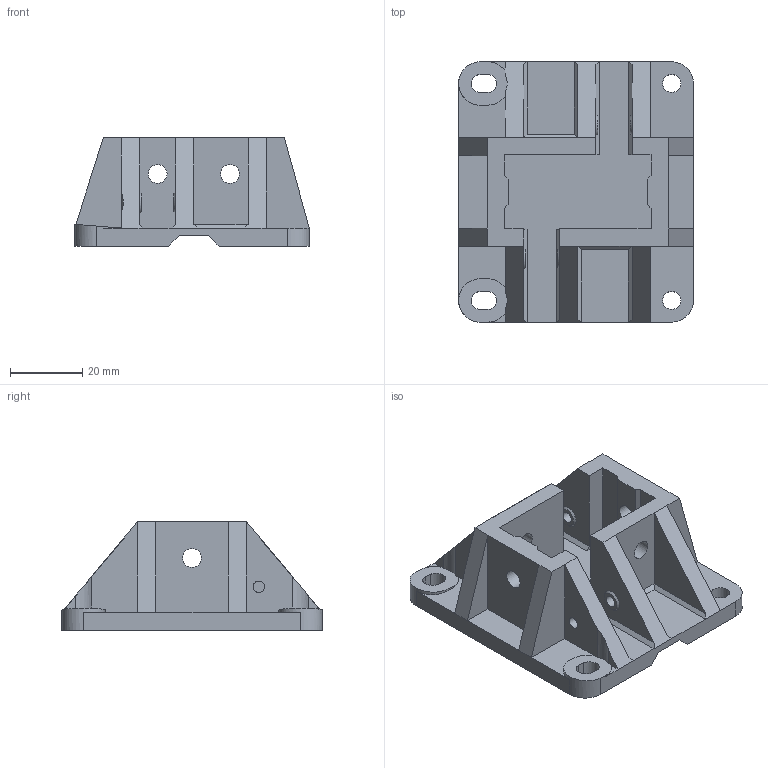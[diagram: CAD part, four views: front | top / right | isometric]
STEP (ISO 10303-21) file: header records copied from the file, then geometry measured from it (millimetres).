
FILE_DESCRIPTION(/* description */ (''),/* implementation_level */ '2;1');
FILE_NAME(/* name */ 'C-Bot XY Bar Mod 4 LED.stp',/* time_stamp */ '2015-10-19T19:10:12+01:00',/* author */ (''),/* organization */ (''),/* preprocessor_version */ 'ST-DEVELOPER v15.2',/* originating_system */ 'Autodesk Translator Framework v2.0.0.5431',/* authorisation */ '');
FILE_SCHEMA (('AUTOMOTIVE_DESIGN { 1 0 10303 214 3 1 1 }'));
Length unit declared in the file: centimetre
Products named in the file (1): C-Bot XY Bar Mod 4 LED
Bounding box: 64.9 x 72 x 30 mm (x, y, z)
Volume: 44465.5 mm3; surface area: 21109.2 mm2
Topology: 1 solids, 2 shells, 133 faces, 350 edges, 224 vertices
Faces by surface type: plane 105, cylinder 24, cone 4
Full cylindrical faces by diameter (mm): 3.2 x4, 5 x2, 5.2 x4
Entity records: 4018 total; most frequent: CARTESIAN_POINT 692, ORIENTED_EDGE 670, DIRECTION 663, EDGE_CURVE 335, LINE 275, VECTOR 275, VERTEX_POINT 223, AXIS2_PLACEMENT_3D 194
